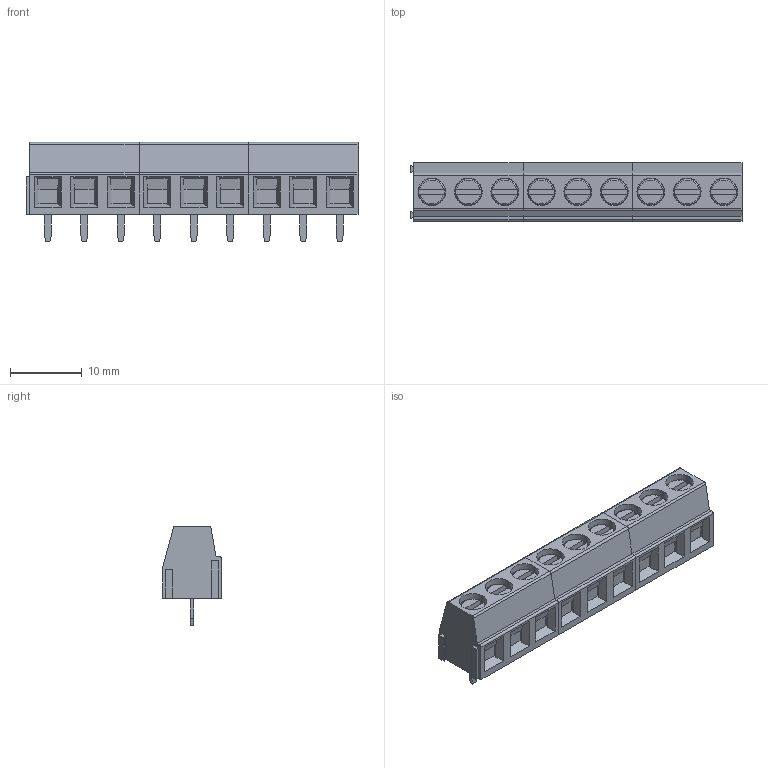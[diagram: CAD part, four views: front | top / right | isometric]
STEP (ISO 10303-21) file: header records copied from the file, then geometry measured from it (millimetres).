
FILE_DESCRIPTION(('FreeCAD Model'),'2;1');
FILE_NAME('Open CASCADE Shape Model','2024-11-08T12:48:53',(''),(''), 'Open CASCADE STEP processor 7.6','FreeCAD','Unknown');
FILE_SCHEMA(('AUTOMOTIVE_DESIGN { 1 0 10303 214 1 1 1 1 }'));
Length unit declared in the file: millimetre
Products named in the file (1): CUI_DEVICES_TB006-508-09BE
Bounding box: 46.22 x 8.2 x 13.8 mm (x, y, z)
Volume: 3103.6 mm3; surface area: 2414.5 mm2
Topology: 1 solids, 10 shells, 477 faces, 1139 edges, 718 vertices
Faces by surface type: plane 315, bspline 72, cylinder 54, cone 36
Entity records: 21310 total; most frequent: CARTESIAN_POINT 7354, ORIENTED_EDGE 2278, DIRECTION 2026, EDGE_CURVE 1139, LINE 758, VECTOR 758, VERTEX_POINT 718, AXIS2_PLACEMENT_3D 634
